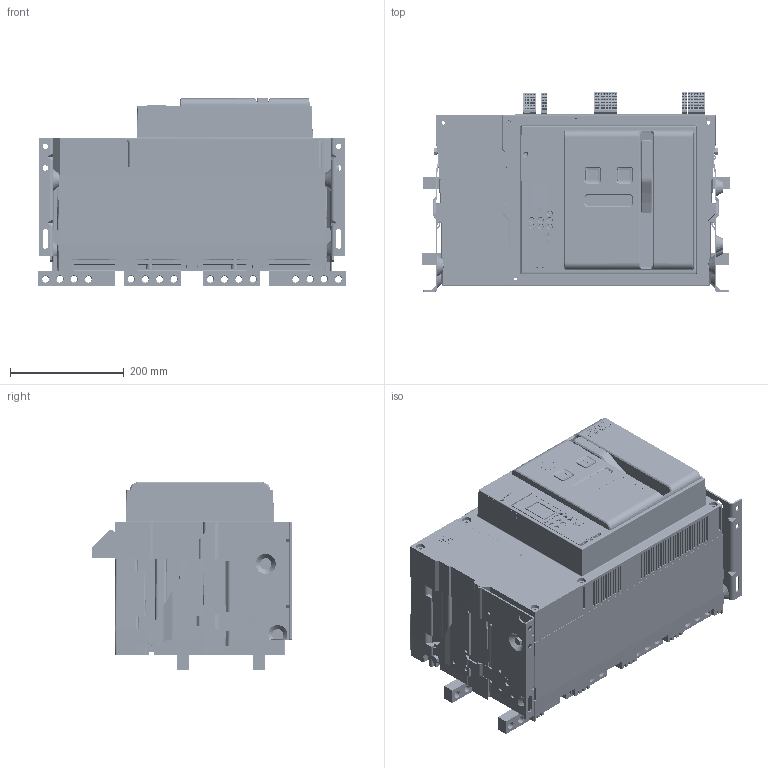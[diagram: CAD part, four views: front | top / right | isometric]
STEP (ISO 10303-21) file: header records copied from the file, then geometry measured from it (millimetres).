
FILE_DESCRIPTION((''),'2;1');
FILE_NAME('CDW3_4000_4P_GD','2020-06-13T',('li.xiong'),(''),'PRO/ENGINEER BY PARAMETRIC TECHNOLOGY CORPORATION, 2015440','PRO/ENGINEER BY PARAMETRIC TECHNOLOGY CORPORATION, 2015440','');
FILE_SCHEMA(('CONFIG_CONTROL_DESIGN'));
Products named in the file (1): CDW3_4000_4P_GD
Bounding box: 539.04 x 350.9 x 331.5 mm (x, y, z)
Volume: 32023638.2 mm3; surface area: 2549637.4 mm2
Topology: 23 solids, 23 shells, 14621 faces, 42516 edges, 28028 vertices
Faces by surface type: plane 10686, cylinder 2981, cone 675, torus 113, bspline 77, extrusion 67, sphere 22
Entity records: 491019 total; most frequent: CARTESIAN_POINT 102003, ORIENTED_EDGE 84978, DIRECTION 76099, EDGE_CURVE 42489, VECTOR 32415, LINE 32348, VERTEX_POINT 28027, AXIS2_PLACEMENT_3D 21842
